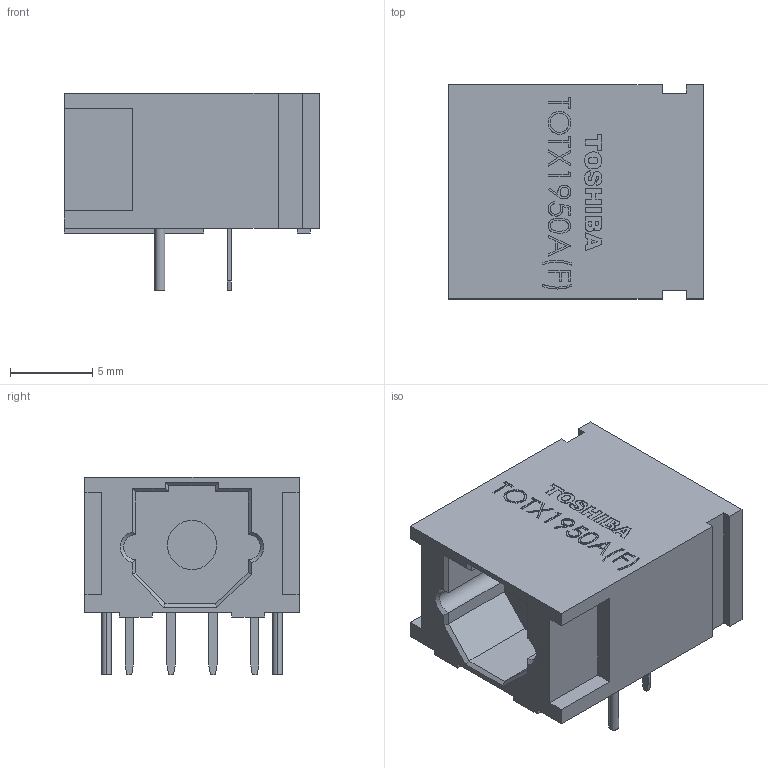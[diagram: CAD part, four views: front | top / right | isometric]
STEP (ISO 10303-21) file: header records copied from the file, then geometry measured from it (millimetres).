
FILE_DESCRIPTION (( 'STEP AP214' ), '1' );
FILE_NAME ('TOTX1950A(F).STEP', '2025-02-25T10:53:42', ( '' ), ( '' ), 'SwSTEP 2.0', 'SolidWorks 2020', '' );
FILE_SCHEMA (( 'AUTOMOTIVE_DESIGN' ));
Length unit declared in the file: millimetre
Products named in the file (1): TOTX1950A(F)
Bounding box: 15.5 x 13 x 12 mm (x, y, z)
Volume: 1405 mm3; surface area: 1224.4 mm2
Topology: 2 solids, 2 shells, 334 faces, 865 edges, 572 vertices
Faces by surface type: plane 247, bspline 75, cylinder 10, cone 2
Entity records: 12998 total; most frequent: CARTESIAN_POINT 5289, ORIENTED_EDGE 1730, DIRECTION 1249, EDGE_CURVE 865, LINE 685, VECTOR 685, VERTEX_POINT 572, EDGE_LOOP 371
